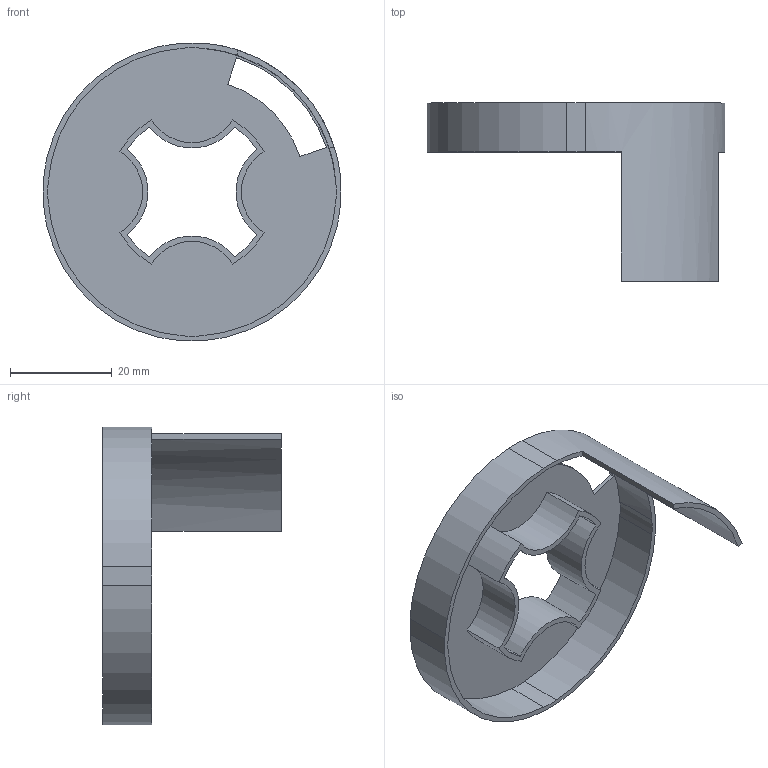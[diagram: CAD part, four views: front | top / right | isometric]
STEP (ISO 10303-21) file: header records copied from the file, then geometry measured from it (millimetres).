
FILE_DESCRIPTION(/* description */ (''),/* implementation_level */ '2;1');
FILE_NAME(/* name */ 'battery top cap.step',/* time_stamp */ '2020-01-23T11:15:51-05:00',/* author */ (''),/* organization */ (''),/* preprocessor_version */ 'ST-DEVELOPER v18',/* originating_system */ 'Autodesk Translation Framework v8.12.0.6',/* authorisation */ '');
FILE_SCHEMA (('AUTOMOTIVE_DESIGN { 1 0 10303 214 3 1 1 }'));
Length unit declared in the file: inch
Products named in the file (1): battery top cap
Bounding box: 58.59 x 35.05 x 58.59 mm (x, y, z)
Volume: 4976.6 mm3; surface area: 11132.7 mm2
Topology: 1 solids, 1 shells, 43 faces, 120 edges, 80 vertices
Faces by surface type: cylinder 30, plane 13
Entity records: 1461 total; most frequent: DIRECTION 272, CARTESIAN_POINT 244, ORIENTED_EDGE 240, EDGE_CURVE 120, AXIS2_PLACEMENT_3D 108, VERTEX_POINT 80, CIRCLE 64, LINE 56
